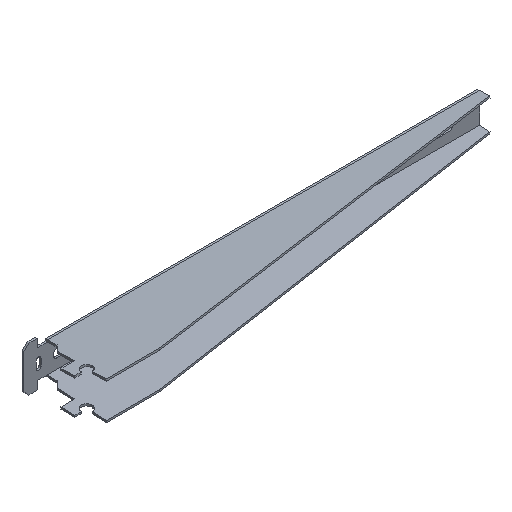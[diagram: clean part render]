
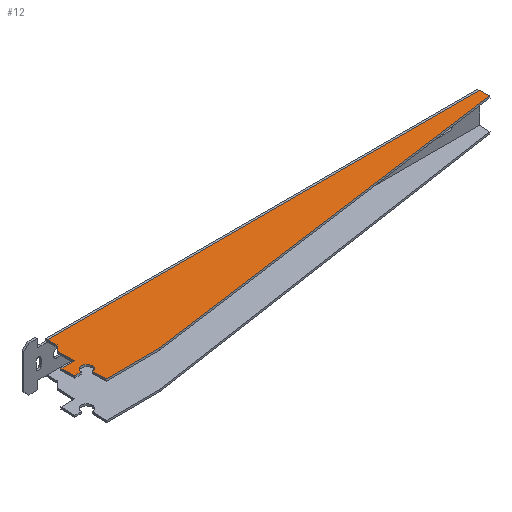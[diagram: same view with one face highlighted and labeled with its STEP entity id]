
A CAD part, isometric view. The second image highlights one B-rep face of the part: STEP entity #12.
In plain terms, the highlighted planar face has unit normal (0, 0.044, 0.999).
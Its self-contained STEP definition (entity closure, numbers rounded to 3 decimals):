
#12 = ADVANCED_FACE ( 'NONE', ( #3179 ), #719, .F. ) ;
#67 = LINE ( 'NONE', #1016, #1401 ) ;
#69 = VECTOR ( 'NONE', #2169, 1000. ) ;
#146 = VERTEX_POINT ( 'NONE', #2875 ) ;
#151 = VERTEX_POINT ( 'NONE', #2927 ) ;
#165 = VECTOR ( 'NONE', #1149, 1000. ) ;
#207 = CARTESIAN_POINT ( 'NONE',  ( 16.5, -69.85, 19.464 ) ) ;
#254 = LINE ( 'NONE', #2524, #165 ) ;
#262 = CARTESIAN_POINT ( 'NONE',  ( 4., -49.869, 18.592 ) ) ;
#463 = CARTESIAN_POINT ( 'NONE',  ( 16.5, -55.364, 18.832 ) ) ;
#470 = VERTEX_POINT ( 'NONE', #207 ) ;
#486 = DIRECTION ( 'NONE',  ( 0., -0.999, 0.044 ) ) ;
#542 = CIRCLE ( 'NONE', #626, 5.5 ) ;
#549 = EDGE_CURVE ( 'NONE', #643, #2267, #2312, .T. ) ;
#551 = DIRECTION ( 'NONE',  ( -1., 0., 0. ) ) ;
#571 = VECTOR ( 'NONE', #1027, 1000. ) ;
#601 = CARTESIAN_POINT ( 'NONE',  ( 16.5, -49.869, 18.592 ) ) ;
#626 = AXIS2_PLACEMENT_3D ( 'NONE', #1557, #3444, #1835 ) ;
#643 = VERTEX_POINT ( 'NONE', #1706 ) ;
#651 = ORIENTED_EDGE ( 'NONE', *, *, #2199, .F. ) ;
#694 = DIRECTION ( 'NONE',  ( 0., -0.044, -0.999 ) ) ;
#719 = PLANE ( 'NONE',  #2037 ) ;
#725 = DIRECTION ( 'NONE',  ( 0., 0.999, -0.044 ) ) ;
#753 = DIRECTION ( 'NONE',  ( 0., 0.999, -0.044 ) ) ;
#768 = CARTESIAN_POINT ( 'NONE',  ( 24., -11.905, 16.934 ) ) ;
#776 = CARTESIAN_POINT ( 'NONE',  ( 71.5, -69.85, 19.464 ) ) ;
#796 = CARTESIAN_POINT ( 'NONE',  ( 16.5, -69.85, 19.464 ) ) ;
#826 = VERTEX_POINT ( 'NONE', #3158 ) ;
#917 = ORIENTED_EDGE ( 'NONE', *, *, #1676, .F. ) ;
#951 = ORIENTED_EDGE ( 'NONE', *, *, #3023, .F. ) ;
#952 = EDGE_CURVE ( 'NONE', #1479, #643, #3165, .T. ) ;
#958 = CARTESIAN_POINT ( 'NONE',  ( 11., -49.869, 18.592 ) ) ;
#989 = VECTOR ( 'NONE', #753, 1000. ) ;
#1016 = CARTESIAN_POINT ( 'NONE',  ( 71.5, -69.85, 19.464 ) ) ;
#1027 = DIRECTION ( 'NONE',  ( 1., 0., 0. ) ) ;
#1069 = VECTOR ( 'NONE', #2421, 1000. ) ;
#1093 = DIRECTION ( 'NONE',  ( 0., 0.999, -0.044 ) ) ;
#1133 = ORIENTED_EDGE ( 'NONE', *, *, #952, .F. ) ;
#1149 = DIRECTION ( 'NONE',  ( 0., 0.999, -0.044 ) ) ;
#1188 = LINE ( 'NONE', #3005, #1758 ) ;
#1194 = DIRECTION ( 'NONE',  ( 0., 0.999, -0.044 ) ) ;
#1276 = ORIENTED_EDGE ( 'NONE', *, *, #3079, .F. ) ;
#1324 = LINE ( 'NONE', #3451, #571 ) ;
#1338 = CARTESIAN_POINT ( 'NONE',  ( 18., -35.882, 17.981 ) ) ;
#1401 = VECTOR ( 'NONE', #2104, 1000. ) ;
#1413 = VECTOR ( 'NONE', #1194, 1000. ) ;
#1479 = VERTEX_POINT ( 'NONE', #2428 ) ;
#1557 = CARTESIAN_POINT ( 'NONE',  ( 16.5, -49.869, 18.592 ) ) ;
#1560 = EDGE_CURVE ( 'NONE', #2267, #826, #1188, .T. ) ;
#1566 = ORIENTED_EDGE ( 'NONE', *, *, #3098, .F. ) ;
#1676 = EDGE_CURVE ( 'NONE', #3493, #1479, #1772, .T. ) ;
#1706 = CARTESIAN_POINT ( 'NONE',  ( 4., -35.882, 17.981 ) ) ;
#1716 = VECTOR ( 'NONE', #486, 1000. ) ;
#1758 = VECTOR ( 'NONE', #1093, 1000. ) ;
#1766 = VECTOR ( 'NONE', #3254, 1000. ) ;
#1772 = LINE ( 'NONE', #262, #3127 ) ;
#1835 = DIRECTION ( 'NONE',  ( 0., 0.999, -0.044 ) ) ;
#1936 = ORIENTED_EDGE ( 'NONE', *, *, #2009, .F. ) ;
#2009 = EDGE_CURVE ( 'NONE', #3061, #3493, #542, .T. ) ;
#2037 = AXIS2_PLACEMENT_3D ( 'NONE', #601, #694, #725 ) ;
#2104 = DIRECTION ( 'NONE',  ( -0.99, -0.143, 0.006 ) ) ;
#2127 = ORIENTED_EDGE ( 'NONE', *, *, #3322, .F. ) ;
#2169 = DIRECTION ( 'NONE',  ( 1., 0., 0. ) ) ;
#2199 = EDGE_CURVE ( 'NONE', #470, #3061, #3556, .T. ) ;
#2267 = VERTEX_POINT ( 'NONE', #3130 ) ;
#2312 = LINE ( 'NONE', #1338, #69 ) ;
#2421 = DIRECTION ( 'NONE',  ( 0.707, 0.706, -0.031 ) ) ;
#2428 = CARTESIAN_POINT ( 'NONE',  ( 4., -49.869, 18.592 ) ) ;
#2442 = EDGE_LOOP ( 'NONE', ( #3491, #2127, #1276, #2468, #3303, #1133, #917, #1936, #651, #3426, #951, #1566 ) ) ;
#2468 = ORIENTED_EDGE ( 'NONE', *, *, #1560, .F. ) ;
#2494 = LINE ( 'NONE', #796, #1766 ) ;
#2512 = VERTEX_POINT ( 'NONE', #3485 ) ;
#2524 = CARTESIAN_POINT ( 'NONE',  ( 24., -1.913, 16.498 ) ) ;
#2529 = LINE ( 'NONE', #768, #1069 ) ;
#2530 = CARTESIAN_POINT ( 'NONE',  ( 24., -1.913, 16.498 ) ) ;
#2550 = EDGE_CURVE ( 'NONE', #3099, #470, #2494, .T. ) ;
#2564 = CARTESIAN_POINT ( 'NONE',  ( 16.5, -55.364, 18.832 ) ) ;
#2683 = CARTESIAN_POINT ( 'NONE',  ( 4., -35.882, 17.981 ) ) ;
#2736 = VERTEX_POINT ( 'NONE', #2530 ) ;
#2875 = CARTESIAN_POINT ( 'NONE',  ( 24., -11.905, 16.934 ) ) ;
#2927 = CARTESIAN_POINT ( 'NONE',  ( 467., -12.639, 16.966 ) ) ;
#3005 = CARTESIAN_POINT ( 'NONE',  ( 18., -17.899, 17.196 ) ) ;
#3023 = EDGE_CURVE ( 'NONE', #151, #3099, #67, .T. ) ;
#3039 = EDGE_CURVE ( 'NONE', #2736, #2512, #1324, .T. ) ;
#3061 = VERTEX_POINT ( 'NONE', #463 ) ;
#3070 = LINE ( 'NONE', #3233, #1716 ) ;
#3079 = EDGE_CURVE ( 'NONE', #826, #146, #2529, .T. ) ;
#3098 = EDGE_CURVE ( 'NONE', #2512, #151, #3070, .T. ) ;
#3099 = VERTEX_POINT ( 'NONE', #776 ) ;
#3127 = VECTOR ( 'NONE', #551, 1000. ) ;
#3130 = CARTESIAN_POINT ( 'NONE',  ( 18., -35.882, 17.981 ) ) ;
#3158 = CARTESIAN_POINT ( 'NONE',  ( 18., -17.899, 17.196 ) ) ;
#3165 = LINE ( 'NONE', #2683, #989 ) ;
#3179 = FACE_OUTER_BOUND ( 'NONE', #2442, .T. ) ;
#3233 = CARTESIAN_POINT ( 'NONE',  ( 467., -12.639, 16.966 ) ) ;
#3254 = DIRECTION ( 'NONE',  ( -1., 0., 0. ) ) ;
#3303 = ORIENTED_EDGE ( 'NONE', *, *, #549, .F. ) ;
#3322 = EDGE_CURVE ( 'NONE', #146, #2736, #254, .T. ) ;
#3426 = ORIENTED_EDGE ( 'NONE', *, *, #2550, .F. ) ;
#3444 = DIRECTION ( 'NONE',  ( 0., 0.044, 0.999 ) ) ;
#3451 = CARTESIAN_POINT ( 'NONE',  ( 467., -1.913, 16.498 ) ) ;
#3485 = CARTESIAN_POINT ( 'NONE',  ( 467., -1.913, 16.498 ) ) ;
#3491 = ORIENTED_EDGE ( 'NONE', *, *, #3039, .F. ) ;
#3493 = VERTEX_POINT ( 'NONE', #958 ) ;
#3556 = LINE ( 'NONE', #2564, #1413 ) ;
